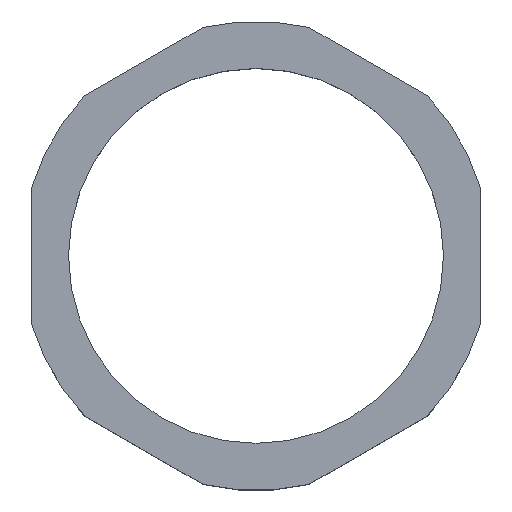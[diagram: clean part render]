
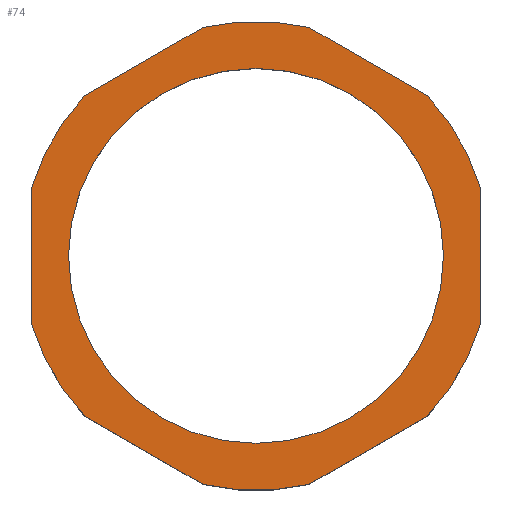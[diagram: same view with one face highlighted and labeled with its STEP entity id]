
A CAD part, top view. The second image highlights one B-rep face of the part: STEP entity #74.
In plain terms, the highlighted planar face has unit normal (0, 0, 1).
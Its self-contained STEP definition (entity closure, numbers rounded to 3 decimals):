
#74=ADVANCED_FACE('',(#220,#221),#107,.T.);
#107=PLANE('',#611);
#124=LINE('',#852,#172);
#125=LINE('',#856,#173);
#126=LINE('',#860,#174);
#127=LINE('',#864,#175);
#128=LINE('',#868,#176);
#129=LINE('',#872,#177);
#172=VECTOR('',#674,1.);
#173=VECTOR('',#677,1.);
#174=VECTOR('',#680,1.);
#175=VECTOR('',#683,1.);
#176=VECTOR('',#686,1.);
#177=VECTOR('',#689,1.);
#220=FACE_BOUND('',#238,.T.);
#221=FACE_BOUND('',#239,.T.);
#238=EDGE_LOOP('',(#280));
#239=EDGE_LOOP('',(#281,#282,#283,#284,#285,#286,#287,#288,#289,#290,#291,
#292));
#280=ORIENTED_EDGE('',*,*,#493,.T.);
#281=ORIENTED_EDGE('',*,*,#494,.F.);
#282=ORIENTED_EDGE('',*,*,#495,.T.);
#283=ORIENTED_EDGE('',*,*,#496,.F.);
#284=ORIENTED_EDGE('',*,*,#497,.F.);
#285=ORIENTED_EDGE('',*,*,#498,.F.);
#286=ORIENTED_EDGE('',*,*,#499,.F.);
#287=ORIENTED_EDGE('',*,*,#500,.F.);
#288=ORIENTED_EDGE('',*,*,#501,.T.);
#289=ORIENTED_EDGE('',*,*,#502,.F.);
#290=ORIENTED_EDGE('',*,*,#503,.F.);
#291=ORIENTED_EDGE('',*,*,#504,.F.);
#292=ORIENTED_EDGE('',*,*,#505,.F.);
#438=VERTEX_POINT('',#848);
#439=VERTEX_POINT('',#850);
#440=VERTEX_POINT('',#851);
#441=VERTEX_POINT('',#853);
#442=VERTEX_POINT('',#855);
#443=VERTEX_POINT('',#857);
#444=VERTEX_POINT('',#859);
#445=VERTEX_POINT('',#861);
#446=VERTEX_POINT('',#863);
#447=VERTEX_POINT('',#865);
#448=VERTEX_POINT('',#867);
#449=VERTEX_POINT('',#869);
#450=VERTEX_POINT('',#871);
#493=EDGE_CURVE('',#438,#438,#572,.T.);
#494=EDGE_CURVE('',#439,#440,#573,.T.);
#495=EDGE_CURVE('',#439,#441,#124,.T.);
#496=EDGE_CURVE('',#442,#441,#574,.T.);
#497=EDGE_CURVE('',#443,#442,#125,.T.);
#498=EDGE_CURVE('',#444,#443,#575,.T.);
#499=EDGE_CURVE('',#445,#444,#126,.T.);
#500=EDGE_CURVE('',#446,#445,#576,.T.);
#501=EDGE_CURVE('',#446,#447,#127,.T.);
#502=EDGE_CURVE('',#448,#447,#577,.T.);
#503=EDGE_CURVE('',#449,#448,#128,.T.);
#504=EDGE_CURVE('',#450,#449,#578,.T.);
#505=EDGE_CURVE('',#440,#450,#129,.T.);
#572=CIRCLE('',#604,9.19);
#573=CIRCLE('',#605,11.5);
#574=CIRCLE('',#606,11.5);
#575=CIRCLE('',#607,11.5);
#576=CIRCLE('',#608,11.5);
#577=CIRCLE('',#609,11.5);
#578=CIRCLE('',#610,11.5);
#604=AXIS2_PLACEMENT_3D('',#847,#670,#671);
#605=AXIS2_PLACEMENT_3D('',#849,#672,#673);
#606=AXIS2_PLACEMENT_3D('',#854,#675,#676);
#607=AXIS2_PLACEMENT_3D('',#858,#678,#679);
#608=AXIS2_PLACEMENT_3D('',#862,#681,#682);
#609=AXIS2_PLACEMENT_3D('',#866,#684,#685);
#610=AXIS2_PLACEMENT_3D('',#870,#687,#688);
#611=AXIS2_PLACEMENT_3D('',#873,#690,#691);
#670=DIRECTION('',(0.,0.,-1.));
#671=DIRECTION('',(-1.,0.,0.));
#672=DIRECTION('',(0.,0.,-1.));
#673=DIRECTION('',(-1.,0.,0.));
#674=DIRECTION('',(-0.866,-0.5,0.));
#675=DIRECTION('',(0.,0.,-1.));
#676=DIRECTION('',(-1.,0.,0.));
#677=DIRECTION('',(0.,1.,0.));
#678=DIRECTION('',(0.,0.,-1.));
#679=DIRECTION('',(-1.,0.,0.));
#680=DIRECTION('',(-0.866,0.5,0.));
#681=DIRECTION('',(0.,0.,-1.));
#682=DIRECTION('',(-1.,0.,0.));
#683=DIRECTION('',(0.866,0.5,0.));
#684=DIRECTION('',(0.,0.,-1.));
#685=DIRECTION('',(-1.,0.,0.));
#686=DIRECTION('',(0.,-1.,0.));
#687=DIRECTION('',(0.,0.,-1.));
#688=DIRECTION('',(-1.,0.,0.));
#689=DIRECTION('',(0.866,-0.5,0.));
#690=DIRECTION('',(0.,0.,1.));
#691=DIRECTION('',(1.,0.,0.));
#847=CARTESIAN_POINT('',(0.,0.,6.));
#848=CARTESIAN_POINT('',(-9.19,0.,6.));
#849=CARTESIAN_POINT('',(0.,0.,6.));
#850=CARTESIAN_POINT('',(-2.595,11.203,6.));
#851=CARTESIAN_POINT('',(2.595,11.203,6.));
#852=CARTESIAN_POINT('',(0.,12.702,6.));
#853=CARTESIAN_POINT('',(-8.405,7.849,6.));
#854=CARTESIAN_POINT('',(0.,0.,6.));
#855=CARTESIAN_POINT('',(-11.,3.354,6.));
#856=CARTESIAN_POINT('',(-11.,-6.351,6.));
#857=CARTESIAN_POINT('',(-11.,-3.354,6.));
#858=CARTESIAN_POINT('',(0.,0.,6.));
#859=CARTESIAN_POINT('',(-8.405,-7.849,6.));
#860=CARTESIAN_POINT('',(0.,-12.702,6.));
#861=CARTESIAN_POINT('',(-2.595,-11.203,6.));
#862=CARTESIAN_POINT('',(0.,0.,6.));
#863=CARTESIAN_POINT('',(2.595,-11.203,6.));
#864=CARTESIAN_POINT('',(0.,-12.702,6.));
#865=CARTESIAN_POINT('',(8.405,-7.849,6.));
#866=CARTESIAN_POINT('',(0.,0.,6.));
#867=CARTESIAN_POINT('',(11.,-3.354,6.));
#868=CARTESIAN_POINT('',(11.,6.351,6.));
#869=CARTESIAN_POINT('',(11.,3.354,6.));
#870=CARTESIAN_POINT('',(0.,0.,6.));
#871=CARTESIAN_POINT('',(8.405,7.849,6.));
#872=CARTESIAN_POINT('',(0.,12.702,6.));
#873=CARTESIAN_POINT('',(11.5,0.,6.));
